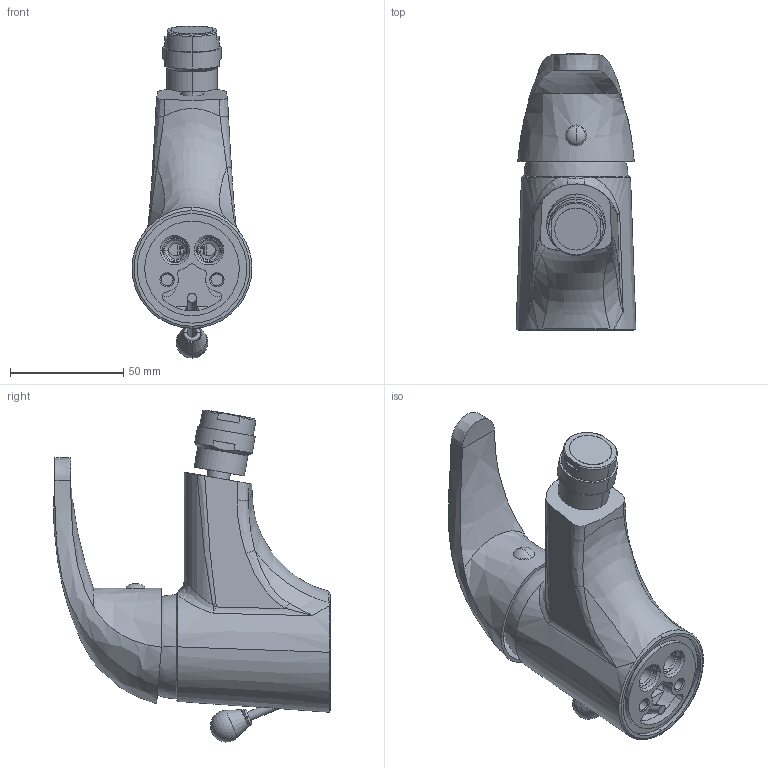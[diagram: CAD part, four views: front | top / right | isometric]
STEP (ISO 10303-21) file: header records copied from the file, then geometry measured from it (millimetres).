
FILE_DESCRIPTION((''),'2;1');
FILE_NAME('PE135CR_SW0001','2024-09-23T15:05:36',('alberto.gaboardi'),('PAFFONI SpA'),'CREO PARAMETRIC BY PTC INC, 2022124','CREO PARAMETRIC BY PTC INC, 2022124','');
FILE_SCHEMA(('CONFIG_CONTROL_DESIGN','SHAPE_APPEARANCE_LAYERS_GROUPS'));
Length unit declared in the file: millimetre
Products named in the file (1): PE135CR_SW0001
Bounding box: 52.89 x 122.06 x 146.4 mm (x, y, z)
Volume: 137430 mm3; surface area: 71947.6 mm2
Topology: 3 solids, 3 shells, 588 faces, 1543 edges, 961 vertices
Faces by surface type: cylinder 208, plane 157, bspline 99, torus 57, cone 42, sphere 21, extrusion 4
Entity records: 30836 total; most frequent: CARTESIAN_POINT 12965, ORIENTED_EDGE 3036, DIRECTION 2686, EDGE_CURVE 1518, AXIS2_PLACEMENT_3D 1082, VERTEX_POINT 961, EDGE_LOOP 641, CIRCLE 597
